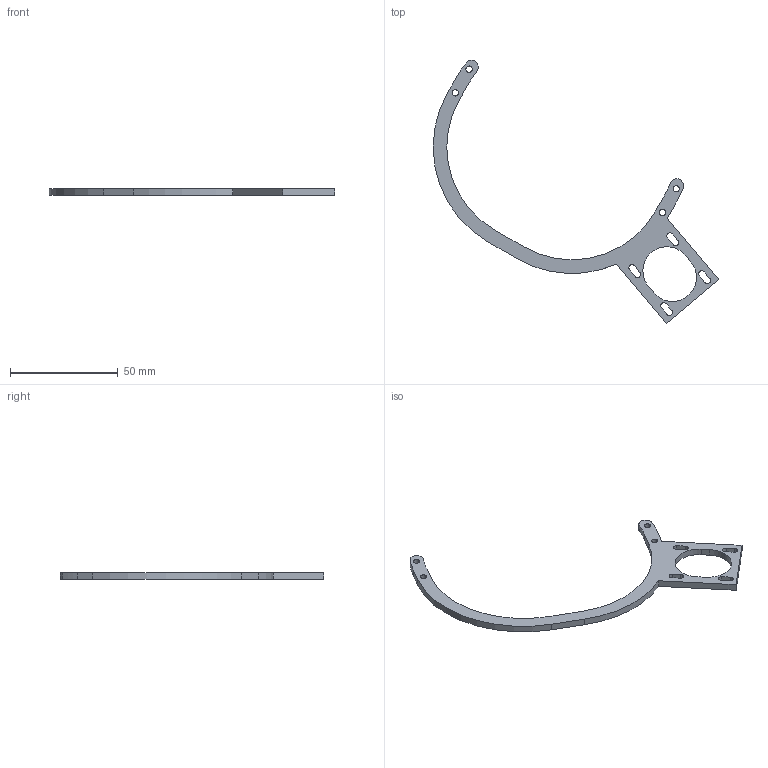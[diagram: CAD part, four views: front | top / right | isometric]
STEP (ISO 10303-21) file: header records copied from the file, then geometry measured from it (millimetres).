
FILE_DESCRIPTION (( 'STEP AP203' ), '1' );
FILE_NAME ('reel_drive_clamp_test3.STEP', '2022-05-12T02:31:07', ( '' ), ( '' ), 'SwSTEP 2.0', 'SolidWorks 2021', '' );
FILE_SCHEMA (( 'CONFIG_CONTROL_DESIGN' ));
Length unit declared in the file: inch
Products named in the file (1): reel_drive_clamp_test3
Bounding box: 132.76 x 122.28 x 3.17 mm (x, y, z)
Volume: 5754.7 mm3; surface area: 5752.5 mm2
Topology: 1 solids, 1 shells, 56 faces, 162 edges, 108 vertices
Faces by surface type: cylinder 35, plane 21
Entity records: 1991 total; most frequent: DIRECTION 346, CARTESIAN_POINT 327, ORIENTED_EDGE 324, EDGE_CURVE 162, AXIS2_PLACEMENT_3D 127, VERTEX_POINT 108, LINE 92, VECTOR 92
